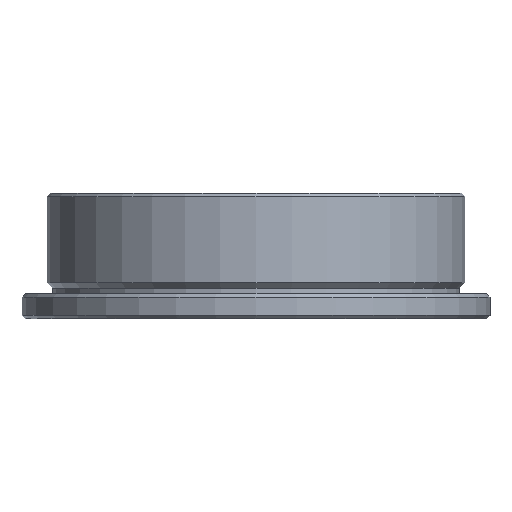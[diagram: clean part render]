
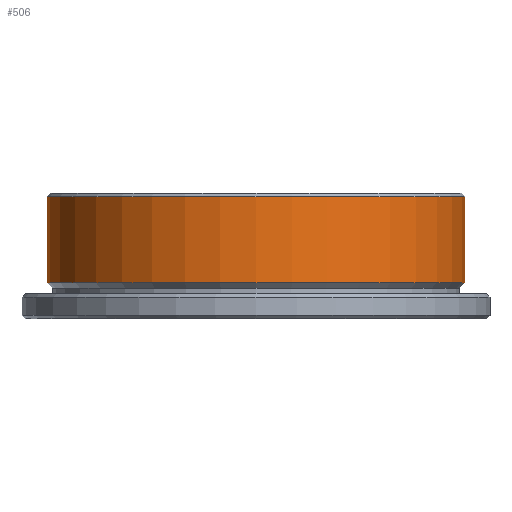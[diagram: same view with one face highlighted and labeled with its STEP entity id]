
A CAD part, left-side view. The second image highlights one B-rep face of the part: STEP entity #506.
In plain terms, the highlighted cylindrical face has radius 5 mm (diameter 10 mm), a partial arc.
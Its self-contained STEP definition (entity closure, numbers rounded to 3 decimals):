
#25 = CARTESIAN_POINT ( 'NONE',  ( 0., -5., 0. ) ) ;
#103 = DIRECTION ( 'NONE',  ( 0., 1., 0. ) ) ;
#172 = LINE ( 'NONE', #25, #682 ) ;
#314 = EDGE_CURVE ( 'NONE', #1288, #1831, #1359, .T. ) ;
#506 = ADVANCED_FACE ( 'NONE', ( #1281 ), #2354, .T. ) ;
#549 = ORIENTED_EDGE ( 'NONE', *, *, #643, .T. ) ;
#643 = EDGE_CURVE ( 'NONE', #2063, #1288, #172, .T. ) ;
#682 = VECTOR ( 'NONE', #914, 1000. ) ;
#914 = DIRECTION ( 'NONE',  ( 0., 0., 1. ) ) ;
#971 = DIRECTION ( 'NONE',  ( 0., 0., 1. ) ) ;
#1226 = CARTESIAN_POINT ( 'NONE',  ( 0., 5., 0. ) ) ;
#1281 = FACE_OUTER_BOUND ( 'NONE', #2739, .T. ) ;
#1285 = CARTESIAN_POINT ( 'NONE',  ( 0., 5., -0.635 ) ) ;
#1288 = VERTEX_POINT ( 'NONE', #2292 ) ;
#1359 = CIRCLE ( 'NONE', #1451, 5. ) ;
#1451 = AXIS2_PLACEMENT_3D ( 'NONE', #2452, #2643, #103 ) ;
#1674 = DIRECTION ( 'NONE',  ( 0., 0., 1. ) ) ;
#1702 = ORIENTED_EDGE ( 'NONE', *, *, #2416, .F. ) ;
#1830 = CARTESIAN_POINT ( 'NONE',  ( 0., 0., 0. ) ) ;
#1831 = VERTEX_POINT ( 'NONE', #2277 ) ;
#1853 = DIRECTION ( 'NONE',  ( 0., -1., 0. ) ) ;
#1892 = ORIENTED_EDGE ( 'NONE', *, *, #2311, .T. ) ;
#1912 = CIRCLE ( 'NONE', #2544, 5. ) ;
#2038 = DIRECTION ( 'NONE',  ( 0., 0., 1. ) ) ;
#2063 = VERTEX_POINT ( 'NONE', #2179 ) ;
#2104 = LINE ( 'NONE', #1226, #2407 ) ;
#2179 = CARTESIAN_POINT ( 'NONE',  ( 0., -5., -0.635 ) ) ;
#2247 = DIRECTION ( 'NONE',  ( 0., -1., 0. ) ) ;
#2257 = CARTESIAN_POINT ( 'NONE',  ( 0., 0., -0.635 ) ) ;
#2277 = CARTESIAN_POINT ( 'NONE',  ( 0., 5., 1.419 ) ) ;
#2292 = CARTESIAN_POINT ( 'NONE',  ( 0., -5., 1.419 ) ) ;
#2311 = EDGE_CURVE ( 'NONE', #2594, #2063, #1912, .T. ) ;
#2354 = CYLINDRICAL_SURFACE ( 'NONE', #2487, 5. ) ;
#2407 = VECTOR ( 'NONE', #1674, 1000. ) ;
#2416 = EDGE_CURVE ( 'NONE', #2594, #1831, #2104, .T. ) ;
#2452 = CARTESIAN_POINT ( 'NONE',  ( 0., 0., 1.419 ) ) ;
#2487 = AXIS2_PLACEMENT_3D ( 'NONE', #1830, #2038, #2247 ) ;
#2544 = AXIS2_PLACEMENT_3D ( 'NONE', #2257, #971, #1853 ) ;
#2594 = VERTEX_POINT ( 'NONE', #1285 ) ;
#2643 = DIRECTION ( 'NONE',  ( 0., 0., -1. ) ) ;
#2732 = ORIENTED_EDGE ( 'NONE', *, *, #314, .T. ) ;
#2739 = EDGE_LOOP ( 'NONE', ( #1702, #1892, #549, #2732 ) ) ;
